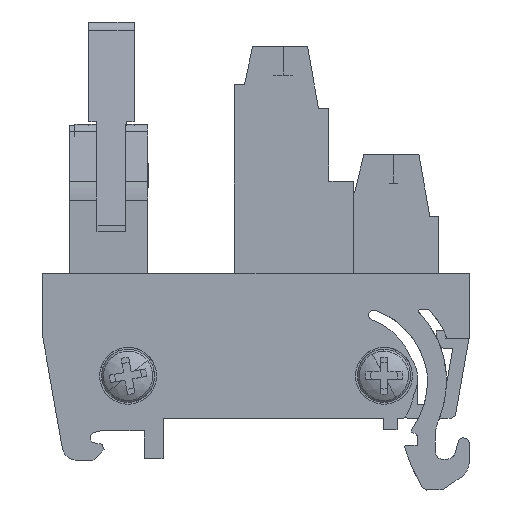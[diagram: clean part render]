
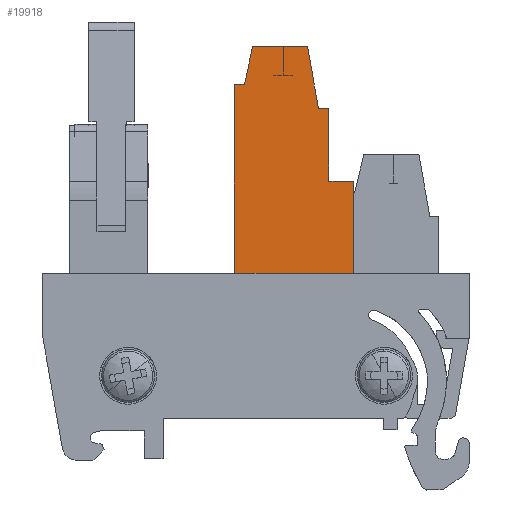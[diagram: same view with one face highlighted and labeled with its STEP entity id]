
A CAD part, left-side view. The second image highlights one B-rep face of the part: STEP entity #19918.
In plain terms, the highlighted planar face has unit normal (-1, 0, 0).
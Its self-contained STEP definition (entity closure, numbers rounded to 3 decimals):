
#19904=AXIS2_PLACEMENT_3D('Plane Axis2P3D',#19901,#19902,#19903) ;
#5702=CARTESIAN_POINT('Vertex',(7.815,12.205,21.574)) ;
#5705=CARTESIAN_POINT('Line Origine',(7.815,18.505,21.574)) ;
#5709=CARTESIAN_POINT('Vertex',(7.815,24.805,21.574)) ;
#11956=CARTESIAN_POINT('Vertex',(7.815,14.805,40.274)) ;
#11970=CARTESIAN_POINT('Vertex',(7.815,15.909,40.274)) ;
#11973=CARTESIAN_POINT('Line Origine',(7.815,15.357,40.274)) ;
#13806=CARTESIAN_POINT('Vertex',(7.815,23.705,42.774)) ;
#13820=CARTESIAN_POINT('Vertex',(7.815,24.805,42.774)) ;
#13823=CARTESIAN_POINT('Line Origine',(7.815,24.255,42.774)) ;
#13847=CARTESIAN_POINT('Vertex',(7.815,14.805,32.574)) ;
#13850=CARTESIAN_POINT('Line Origine',(7.815,13.505,32.574)) ;
#13854=CARTESIAN_POINT('Vertex',(7.815,12.205,32.574)) ;
#13882=CARTESIAN_POINT('Line Origine',(7.815,14.805,36.424)) ;
#14436=CARTESIAN_POINT('Vertex',(7.815,17.055,46.774)) ;
#14439=CARTESIAN_POINT('Line Origine',(7.815,16.482,43.524)) ;
#14468=CARTESIAN_POINT('Vertex',(7.815,22.855,46.774)) ;
#14471=CARTESIAN_POINT('Line Origine',(7.815,19.955,46.774)) ;
#14936=CARTESIAN_POINT('Line Origine',(7.815,23.28,44.774)) ;
#16083=CARTESIAN_POINT('Line Origine',(7.815,12.205,27.074)) ;
#16118=CARTESIAN_POINT('Line Origine',(7.815,24.805,32.174)) ;
#19901=CARTESIAN_POINT('Axis2P3D Location',(7.815,3.205,18.074)) ;
#5706=DIRECTION('Vector Direction',(0.,1.,0.)) ;
#11974=DIRECTION('Vector Direction',(0.,-1.,0.)) ;
#13824=DIRECTION('Vector Direction',(0.,1.,0.)) ;
#13851=DIRECTION('Vector Direction',(0.,1.,0.)) ;
#13883=DIRECTION('Vector Direction',(0.,0.,1.)) ;
#14440=DIRECTION('Vector Direction',(0.,0.174,0.985)) ;
#14472=DIRECTION('Vector Direction',(0.,1.,0.)) ;
#14937=DIRECTION('Vector Direction',(0.,0.208,-0.978)) ;
#16084=DIRECTION('Vector Direction',(0.,0.,1.)) ;
#16119=DIRECTION('Vector Direction',(0.,0.,1.)) ;
#19902=DIRECTION('Axis2P3D Direction',(-1.,0.,0.)) ;
#19903=DIRECTION('Axis2P3D XDirection',(0.,0.,1.)) ;
#5707=VECTOR('Line Direction',#5706,1.) ;
#11975=VECTOR('Line Direction',#11974,1.) ;
#13825=VECTOR('Line Direction',#13824,1.) ;
#13852=VECTOR('Line Direction',#13851,1.) ;
#13884=VECTOR('Line Direction',#13883,1.) ;
#14441=VECTOR('Line Direction',#14440,1.) ;
#14473=VECTOR('Line Direction',#14472,1.) ;
#14938=VECTOR('Line Direction',#14937,1.) ;
#16085=VECTOR('Line Direction',#16084,1.) ;
#16120=VECTOR('Line Direction',#16119,1.) ;
#19907=ORIENTED_EDGE('',*,*,#13856,.T.) ;
#19908=ORIENTED_EDGE('',*,*,#13886,.T.) ;
#19909=ORIENTED_EDGE('',*,*,#11977,.F.) ;
#19910=ORIENTED_EDGE('',*,*,#14443,.T.) ;
#19911=ORIENTED_EDGE('',*,*,#14475,.T.) ;
#19912=ORIENTED_EDGE('',*,*,#14940,.T.) ;
#19913=ORIENTED_EDGE('',*,*,#13827,.T.) ;
#19914=ORIENTED_EDGE('',*,*,#16122,.F.) ;
#19915=ORIENTED_EDGE('',*,*,#5711,.F.) ;
#19916=ORIENTED_EDGE('',*,*,#16087,.T.) ;
#19918=ADVANCED_FACE('NONE',(#19917),#19905,.T.) ;
#5711=EDGE_CURVE('',#5703,#5710,#5708,.T.) ;
#11977=EDGE_CURVE('',#11971,#11957,#11976,.T.) ;
#13827=EDGE_CURVE('',#13807,#13821,#13826,.T.) ;
#13856=EDGE_CURVE('',#13855,#13848,#13853,.T.) ;
#13886=EDGE_CURVE('',#13848,#11957,#13885,.T.) ;
#14443=EDGE_CURVE('',#11971,#14437,#14442,.T.) ;
#14475=EDGE_CURVE('',#14437,#14469,#14474,.T.) ;
#14940=EDGE_CURVE('',#14469,#13807,#14939,.T.) ;
#16087=EDGE_CURVE('',#5703,#13855,#16086,.T.) ;
#16122=EDGE_CURVE('',#5710,#13821,#16121,.T.) ;
#19906=EDGE_LOOP('',(#19907,#19908,#19909,#19910,#19911,#19912,#19913,#19914,#19915,#19916)) ;
#19917=FACE_OUTER_BOUND('',#19906,.T.) ;
#5708=LINE('Line',#5705,#5707) ;
#11976=LINE('Line',#11973,#11975) ;
#13826=LINE('Line',#13823,#13825) ;
#13853=LINE('Line',#13850,#13852) ;
#13885=LINE('Line',#13882,#13884) ;
#14442=LINE('Line',#14439,#14441) ;
#14474=LINE('Line',#14471,#14473) ;
#14939=LINE('Line',#14936,#14938) ;
#16086=LINE('Line',#16083,#16085) ;
#16121=LINE('Line',#16118,#16120) ;
#19905=PLANE('',#19904) ;
#5703=VERTEX_POINT('',#5702) ;
#5710=VERTEX_POINT('',#5709) ;
#11957=VERTEX_POINT('',#11956) ;
#11971=VERTEX_POINT('',#11970) ;
#13807=VERTEX_POINT('',#13806) ;
#13821=VERTEX_POINT('',#13820) ;
#13848=VERTEX_POINT('',#13847) ;
#13855=VERTEX_POINT('',#13854) ;
#14437=VERTEX_POINT('',#14436) ;
#14469=VERTEX_POINT('',#14468) ;
